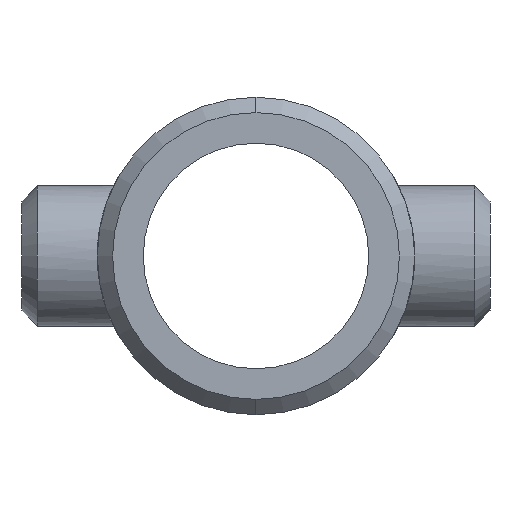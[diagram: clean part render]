
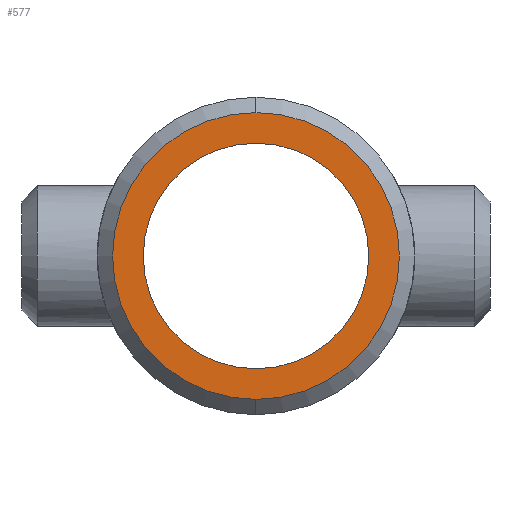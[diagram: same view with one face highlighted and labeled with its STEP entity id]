
A CAD part, left-side view. The second image highlights one B-rep face of the part: STEP entity #577.
In plain terms, the highlighted planar face has unit normal (-1, 0, 0).
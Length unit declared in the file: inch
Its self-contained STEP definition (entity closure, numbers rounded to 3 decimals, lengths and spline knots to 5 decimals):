
#5 = CARTESIAN_POINT ( 'NONE',  ( -2.5, 0., 0. ) ) ;
#40 = CIRCLE ( 'NONE', #218, 1.07283 ) ;
#44 = CIRCLE ( 'NONE', #651, 1.07283 ) ;
#61 = AXIS2_PLACEMENT_3D ( 'NONE', #335, #350, #747 ) ;
#64 = CARTESIAN_POINT ( 'NONE',  ( -2.5, 0., 0. ) ) ;
#76 = CARTESIAN_POINT ( 'NONE',  ( -2.5, 0., -1.07283 ) ) ;
#97 = CIRCLE ( 'NONE', #61, 0.8435 ) ;
#118 = EDGE_LOOP ( 'NONE', ( #934, #322 ) ) ;
#142 = CARTESIAN_POINT ( 'NONE',  ( -2.5, 0., -0.8435 ) ) ;
#167 = CIRCLE ( 'NONE', #340, 0.8435 ) ;
#172 = DIRECTION ( 'NONE',  ( -1., 0., 0. ) ) ;
#212 = VERTEX_POINT ( 'NONE', #76 ) ;
#218 = AXIS2_PLACEMENT_3D ( 'NONE', #5, #172, #920 ) ;
#282 = ORIENTED_EDGE ( 'NONE', *, *, #342, .T. ) ;
#322 = ORIENTED_EDGE ( 'NONE', *, *, #647, .T. ) ;
#329 = DIRECTION ( 'NONE',  ( -1., 0., 0. ) ) ;
#335 = CARTESIAN_POINT ( 'NONE',  ( -2.5, 0., 0. ) ) ;
#340 = AXIS2_PLACEMENT_3D ( 'NONE', #658, #823, #818 ) ;
#342 = EDGE_CURVE ( 'NONE', #542, #212, #44, .T. ) ;
#350 = DIRECTION ( 'NONE',  ( 1., 0., 0. ) ) ;
#464 = CARTESIAN_POINT ( 'NONE',  ( -2.5, 0., 0.8435 ) ) ;
#489 = FACE_OUTER_BOUND ( 'NONE', #940, .T. ) ;
#524 = VERTEX_POINT ( 'NONE', #142 ) ;
#542 = VERTEX_POINT ( 'NONE', #641 ) ;
#559 = AXIS2_PLACEMENT_3D ( 'NONE', #64, #329, #733 ) ;
#567 = PLANE ( 'NONE',  #559 ) ;
#577 = ADVANCED_FACE ( 'NONE', ( #489, #814 ), #567, .T. ) ;
#641 = CARTESIAN_POINT ( 'NONE',  ( -2.5, 0., 1.07283 ) ) ;
#647 = EDGE_CURVE ( 'NONE', #524, #744, #167, .T. ) ;
#651 = AXIS2_PLACEMENT_3D ( 'NONE', #1060, #802, #972 ) ;
#658 = CARTESIAN_POINT ( 'NONE',  ( -2.5, 0., 0. ) ) ;
#733 = DIRECTION ( 'NONE',  ( 0., 0., -1. ) ) ;
#744 = VERTEX_POINT ( 'NONE', #464 ) ;
#747 = DIRECTION ( 'NONE',  ( 0., 0., 1. ) ) ;
#802 = DIRECTION ( 'NONE',  ( -1., 0., 0. ) ) ;
#814 = FACE_BOUND ( 'NONE', #118, .T. ) ;
#818 = DIRECTION ( 'NONE',  ( 0., 0., 1. ) ) ;
#823 = DIRECTION ( 'NONE',  ( 1., 0., 0. ) ) ;
#920 = DIRECTION ( 'NONE',  ( 0., 0., 1. ) ) ;
#934 = ORIENTED_EDGE ( 'NONE', *, *, #976, .T. ) ;
#940 = EDGE_LOOP ( 'NONE', ( #1048, #282 ) ) ;
#972 = DIRECTION ( 'NONE',  ( 0., 0., 1. ) ) ;
#976 = EDGE_CURVE ( 'NONE', #744, #524, #97, .T. ) ;
#1010 = EDGE_CURVE ( 'NONE', #212, #542, #40, .T. ) ;
#1048 = ORIENTED_EDGE ( 'NONE', *, *, #1010, .T. ) ;
#1060 = CARTESIAN_POINT ( 'NONE',  ( -2.5, 0., 0. ) ) ;
